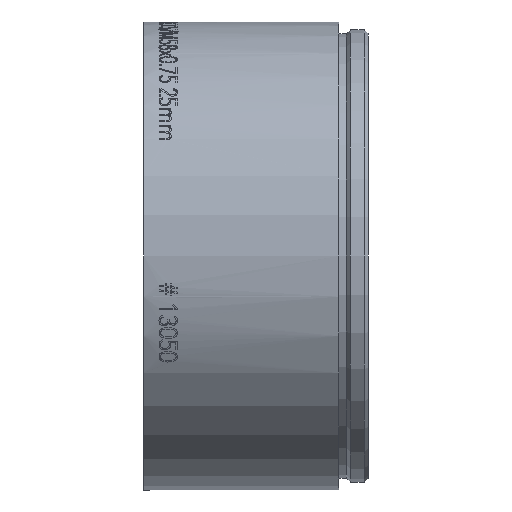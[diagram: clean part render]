
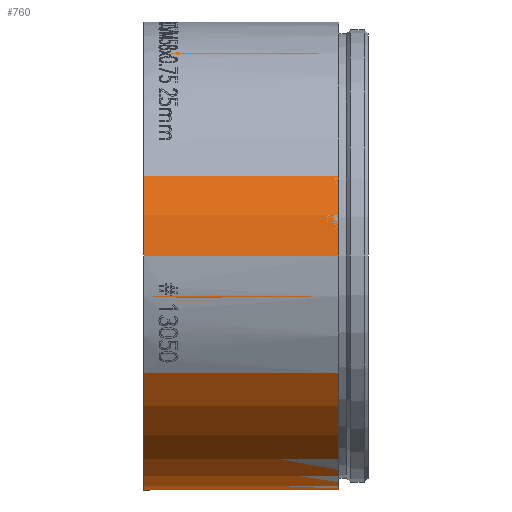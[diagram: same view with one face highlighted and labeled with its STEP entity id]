
A CAD part, front view. The second image highlights one B-rep face of the part: STEP entity #760.
In plain terms, the highlighted cylindrical face has radius 30 mm (diameter 60 mm), a full revolution.
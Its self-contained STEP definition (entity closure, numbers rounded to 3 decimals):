
#674=CYLINDRICAL_SURFACE('',#3207,30.);
#760=ADVANCED_FACE('',(#864,#865),#674,.T.);
#864=FACE_BOUND('',#985,.T.);
#865=FACE_BOUND('',#986,.T.);
#985=EDGE_LOOP('',(#1174));
#986=EDGE_LOOP('',(#1175));
#1174=ORIENTED_EDGE('',*,*,#2682,.T.);
#1175=ORIENTED_EDGE('',*,*,#2681,.T.);
#2181=VERTEX_POINT('',#3550);
#2182=VERTEX_POINT('',#3553);
#2681=EDGE_CURVE('',#2181,#2181,#3186,.T.);
#2682=EDGE_CURVE('',#2182,#2182,#3187,.T.);
#3186=CIRCLE('',#3204,30.);
#3187=CIRCLE('',#3206,30.);
#3204=AXIS2_PLACEMENT_3D('',#3549,#3319,#3320);
#3206=AXIS2_PLACEMENT_3D('',#3552,#3323,#3324);
#3207=AXIS2_PLACEMENT_3D('',#3554,#3325,#3326);
#3319=DIRECTION('',(-1.,0.,0.));
#3320=DIRECTION('',(0.,1.,0.));
#3323=DIRECTION('',(1.,0.,0.));
#3324=DIRECTION('',(0.,1.,0.));
#3325=DIRECTION('',(-1.,0.,0.));
#3326=DIRECTION('',(0.,1.,0.));
#3549=CARTESIAN_POINT('',(25.,0.,0.));
#3550=CARTESIAN_POINT('',(25.,30.,0.));
#3552=CARTESIAN_POINT('',(0.,0.,0.));
#3553=CARTESIAN_POINT('',(0.,30.,0.));
#3554=CARTESIAN_POINT('',(25.,0.,0.));
